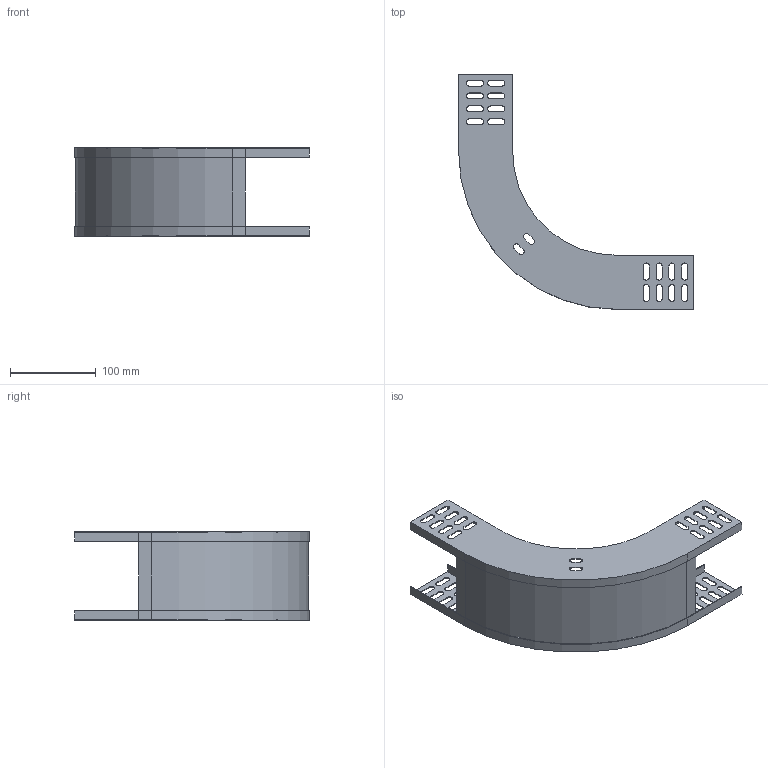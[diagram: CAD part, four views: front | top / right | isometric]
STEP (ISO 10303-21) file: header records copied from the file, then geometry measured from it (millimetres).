
FILE_DESCRIPTION (( 'STEP AP214' ), '1' );
FILE_NAME ('7006720.stp', '2022-08-03T10:38:24', ( '' ), ( '' ), 'SwSTEP 2.0', 'SolidWorks 2020', '' );
FILE_SCHEMA (( 'AUTOMOTIVE_DESIGN' ));
Length unit declared in the file: millimetre
Products named in the file (3): 002192_Standard; 002197_B=101; 7006720
Assembly tree (3 placements, depth 2):
  7006720
    002192_Standard  x2
    002197_B=101
Bounding box: 273.75 x 273.75 x 103 mm (x, y, z)
Volume: 97002.1 mm3; surface area: 198535.1 mm2
Topology: 3 solids, 3 shells, 218 faces, 612 edges, 400 vertices
Faces by surface type: plane 136, cylinder 82
Entity records: 3870 total; most frequent: CARTESIAN_POINT 650, DIRECTION 648, ORIENTED_EDGE 640, EDGE_CURVE 320, VECTOR 236, LINE 236, VERTEX_POINT 208, AXIS2_PLACEMENT_3D 206
